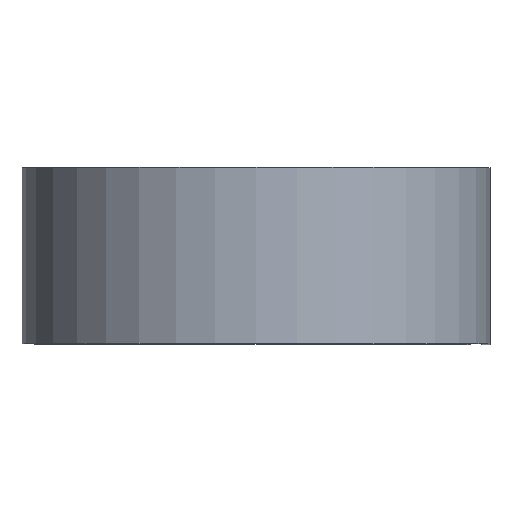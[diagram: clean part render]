
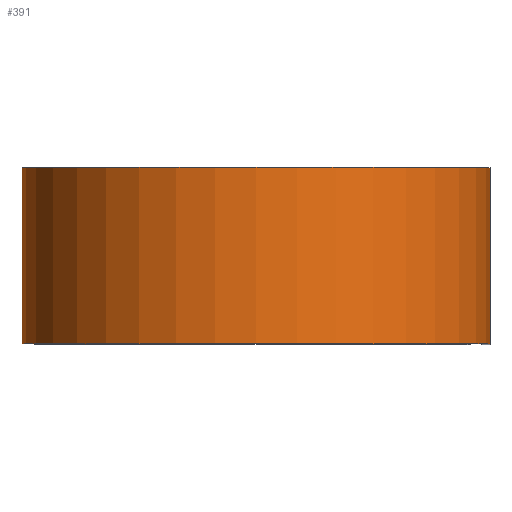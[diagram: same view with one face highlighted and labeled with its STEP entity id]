
A CAD part, top view. The second image highlights one B-rep face of the part: STEP entity #391.
In plain terms, the highlighted cylindrical face has radius 33.757 mm (diameter 67.513 mm), a partial arc.
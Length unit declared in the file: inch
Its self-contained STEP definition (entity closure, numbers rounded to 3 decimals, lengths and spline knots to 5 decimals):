
#63 = AXIS2_PLACEMENT_3D ( 'NONE', #420, #243, #187 ) ;
#77 = EDGE_CURVE ( 'NONE', #386, #216, #501, .T. ) ;
#81 = DIRECTION ( 'NONE',  ( 0., -1., 0. ) ) ;
#120 = FACE_OUTER_BOUND ( 'NONE', #143, .T. ) ;
#133 = AXIS2_PLACEMENT_3D ( 'NONE', #526, #587, #544 ) ;
#143 = EDGE_LOOP ( 'NONE', ( #326, #396, #183, #657 ) ) ;
#160 = CIRCLE ( 'NONE', #638, 1.329 ) ;
#180 = LINE ( 'NONE', #384, #482 ) ;
#183 = ORIENTED_EDGE ( 'NONE', *, *, #439, .F. ) ;
#185 = CARTESIAN_POINT ( 'NONE',  ( 0., 0.5, -1.329 ) ) ;
#187 = DIRECTION ( 'NONE',  ( 1., 0., 0. ) ) ;
#216 = VERTEX_POINT ( 'NONE', #728 ) ;
#231 = DIRECTION ( 'NONE',  ( 0., 1., 0. ) ) ;
#238 = CARTESIAN_POINT ( 'NONE',  ( 0., 0.5, -1.329 ) ) ;
#243 = DIRECTION ( 'NONE',  ( 0., 1., 0. ) ) ;
#304 = DIRECTION ( 'NONE',  ( 0., -1., 0. ) ) ;
#323 = EDGE_CURVE ( 'NONE', #590, #711, #180, .T. ) ;
#326 = ORIENTED_EDGE ( 'NONE', *, *, #342, .T. ) ;
#342 = EDGE_CURVE ( 'NONE', #216, #711, #160, .T. ) ;
#384 = CARTESIAN_POINT ( 'NONE',  ( 1.329, 0.5, 0. ) ) ;
#386 = VERTEX_POINT ( 'NONE', #185 ) ;
#391 = ADVANCED_FACE ( 'NONE', ( #120 ), #680, .T. ) ;
#396 = ORIENTED_EDGE ( 'NONE', *, *, #323, .F. ) ;
#408 = CARTESIAN_POINT ( 'NONE',  ( 1.329, 0.5, 0. ) ) ;
#420 = CARTESIAN_POINT ( 'NONE',  ( 0., 0.5, 0. ) ) ;
#425 = CARTESIAN_POINT ( 'NONE',  ( 0., -0.5, 0. ) ) ;
#439 = EDGE_CURVE ( 'NONE', #386, #590, #693, .T. ) ;
#474 = DIRECTION ( 'NONE',  ( 1., 0., 0. ) ) ;
#482 = VECTOR ( 'NONE', #81, 39.37008 ) ;
#501 = LINE ( 'NONE', #238, #684 ) ;
#526 = CARTESIAN_POINT ( 'NONE',  ( 0., 0.5, 0. ) ) ;
#544 = DIRECTION ( 'NONE',  ( 0., 0., -1. ) ) ;
#587 = DIRECTION ( 'NONE',  ( 0., -1., 0. ) ) ;
#590 = VERTEX_POINT ( 'NONE', #408 ) ;
#621 = CARTESIAN_POINT ( 'NONE',  ( 1.329, -0.5, 0. ) ) ;
#638 = AXIS2_PLACEMENT_3D ( 'NONE', #425, #231, #474 ) ;
#657 = ORIENTED_EDGE ( 'NONE', *, *, #77, .T. ) ;
#680 = CYLINDRICAL_SURFACE ( 'NONE', #133, 1.329 ) ;
#684 = VECTOR ( 'NONE', #304, 39.37008 ) ;
#693 = CIRCLE ( 'NONE', #63, 1.329 ) ;
#711 = VERTEX_POINT ( 'NONE', #621 ) ;
#728 = CARTESIAN_POINT ( 'NONE',  ( 0., -0.5, -1.329 ) ) ;
